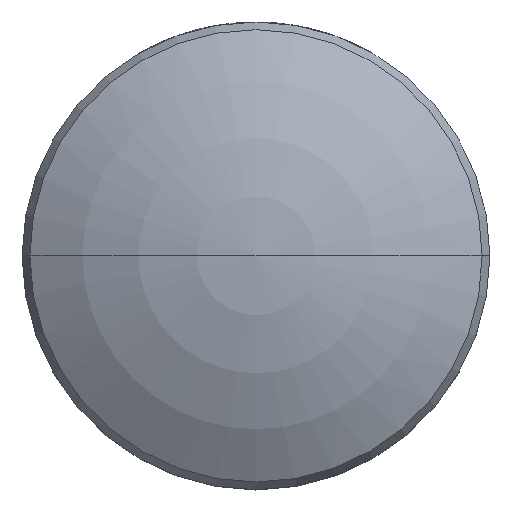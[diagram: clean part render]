
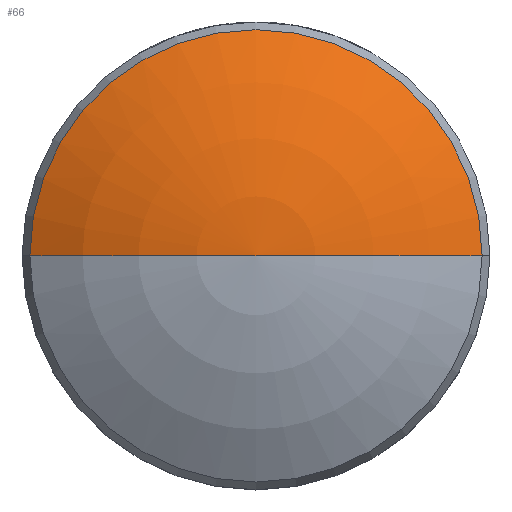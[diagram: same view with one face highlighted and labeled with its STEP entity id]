
A CAD part, top view. The second image highlights one B-rep face of the part: STEP entity #66.
In plain terms, the highlighted toroidal (fillet/blend) face has major radius 0.002 mm and minor radius 4.6 mm.
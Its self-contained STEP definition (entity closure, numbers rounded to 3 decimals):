
#66 = ADVANCED_FACE ( 'NONE', ( #1168 ), #1294, .T. ) ;
#83 = CARTESIAN_POINT ( 'NONE',  ( -2.417, 0., 0.432 ) ) ;
#104 = DIRECTION ( 'NONE',  ( 0., 1., 0. ) ) ;
#114 = CARTESIAN_POINT ( 'NONE',  ( -0.002, 0., -3.48 ) ) ;
#285 = VERTEX_POINT ( 'NONE', #618 ) ;
#346 = DIRECTION ( 'NONE',  ( 1., 0., 0. ) ) ;
#412 = DIRECTION ( 'NONE',  ( 0., 0., 1. ) ) ;
#432 = ORIENTED_EDGE ( 'NONE', *, *, #437, .T. ) ;
#437 = EDGE_CURVE ( 'NONE', #934, #285, #1459, .T. ) ;
#439 = EDGE_CURVE ( 'NONE', #477, #285, #1312, .T. ) ;
#477 = VERTEX_POINT ( 'NONE', #1354 ) ;
#618 = CARTESIAN_POINT ( 'NONE',  ( 0., 0., 1.12 ) ) ;
#711 = ORIENTED_EDGE ( 'NONE', *, *, #893, .T. ) ;
#767 = CARTESIAN_POINT ( 'NONE',  ( 0.002, 0., -3.48 ) ) ;
#774 = AXIS2_PLACEMENT_3D ( 'NONE', #1375, #793, #346 ) ;
#793 = DIRECTION ( 'NONE',  ( 0., 0., 1. ) ) ;
#852 = DIRECTION ( 'NONE',  ( -1., 0., 0. ) ) ;
#893 = EDGE_CURVE ( 'NONE', #477, #934, #1270, .T. ) ;
#934 = VERTEX_POINT ( 'NONE', #83 ) ;
#982 = DIRECTION ( 'NONE',  ( -1., 0., 0. ) ) ;
#1002 = AXIS2_PLACEMENT_3D ( 'NONE', #1217, #412, #852 ) ;
#1114 = DIRECTION ( 'NONE',  ( 0., 0., -1. ) ) ;
#1134 = AXIS2_PLACEMENT_3D ( 'NONE', #114, #1346, #1114 ) ;
#1168 = FACE_OUTER_BOUND ( 'NONE', #1221, .T. ) ;
#1217 = CARTESIAN_POINT ( 'NONE',  ( 0., 0., 0.432 ) ) ;
#1221 = EDGE_LOOP ( 'NONE', ( #711, #432, #1433 ) ) ;
#1270 = CIRCLE ( 'NONE', #1002, 2.417 ) ;
#1294 = TOROIDAL_SURFACE ( 'NONE', #774, -0.002, 4.6 ) ;
#1300 = AXIS2_PLACEMENT_3D ( 'NONE', #767, #104, #982 ) ;
#1312 = CIRCLE ( 'NONE', #1134, 4.6 ) ;
#1346 = DIRECTION ( 'NONE',  ( 0., -1., 0. ) ) ;
#1354 = CARTESIAN_POINT ( 'NONE',  ( 2.417, 0., 0.432 ) ) ;
#1375 = CARTESIAN_POINT ( 'NONE',  ( 0., 0., -3.48 ) ) ;
#1433 = ORIENTED_EDGE ( 'NONE', *, *, #439, .F. ) ;
#1459 = CIRCLE ( 'NONE', #1300, 4.6 ) ;
